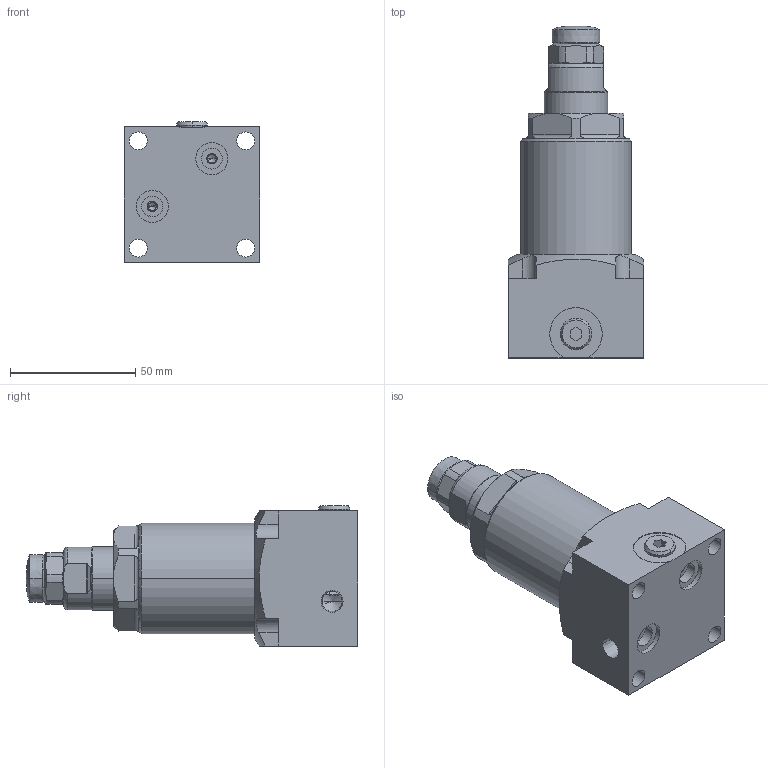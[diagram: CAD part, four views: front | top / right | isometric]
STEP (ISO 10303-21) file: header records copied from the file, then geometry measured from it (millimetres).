
FILE_DESCRIPTION((''),'2;1');
FILE_NAME('ILC10081020PS','2020-06-22T',('Asawyer'),(''),'PRO/ENGINEER BY PARAMETRIC TECHNOLOGY CORPORATION, 2013320','PRO/ENGINEER BY PARAMETRIC TECHNOLOGY CORPORATION, 2013320','');
FILE_SCHEMA(('CONFIG_CONTROL_DESIGN'));
Length unit declared in the file: inch
Products named in the file (1): ILC10081020PS
Bounding box: 53.98 x 132.55 x 55.97 mm (x, y, z)
Volume: 205033.6 mm3; surface area: 39633.2 mm2
Topology: 2 solids, 9 shells, 203 faces, 521 edges, 332 vertices
Faces by surface type: cylinder 77, plane 68, cone 46, torus 10, sphere 2
Entity records: 6993 total; most frequent: CARTESIAN_POINT 2052, DIRECTION 1034, ORIENTED_EDGE 1001, EDGE_CURVE 511, AXIS2_PLACEMENT_3D 415, VERTEX_POINT 332, EDGE_LOOP 231, CIRCLE 211
